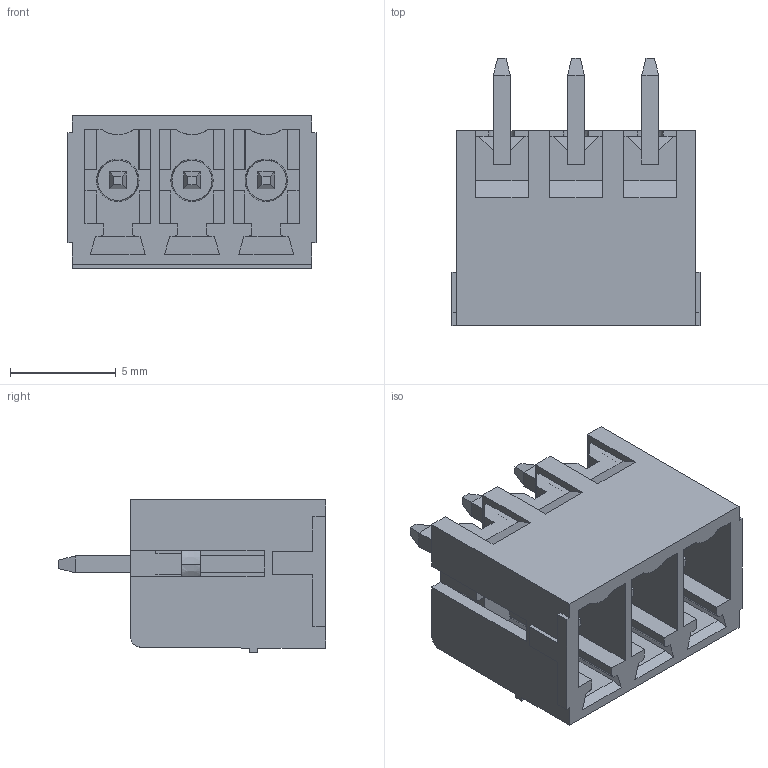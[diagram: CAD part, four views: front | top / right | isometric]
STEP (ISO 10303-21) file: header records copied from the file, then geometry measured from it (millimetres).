
FILE_DESCRIPTION( ('This file contains a STEP AP42 implementation' ,'as created by ZW3D STEP Interface translator.') ,'2;1' );
FILE_NAME( 'WJ15EDGVC-3.5-03P-00A.stp' ,'231228. 942 2', (''), ('ZWCAD Software Co.'), 'Version 1.0', 'ZW3D to STEP translator', '' );
FILE_SCHEMA(('AUTOMOTIVE_DESIGN { 1 0 10303 214 1 1 1 1 }'));
Length unit declared in the file: millimetre
Products named in the file (2): 0; WJ15EDGVC-3.5-02P-00A
Bounding box: 11.7 x 12.6 x 7.2 mm (x, y, z)
Volume: 359.2 mm3; surface area: 1143.1 mm2
Topology: 1 solids, 1 shells, 307 faces, 832 edges, 532 vertices
Faces by surface type: plane 273, bspline 16, cone 12, cylinder 6
Entity records: 10241 total; most frequent: CARTESIAN_POINT 2348, ORIENTED_EDGE 1664, DIRECTION 1404, EDGE_CURVE 832, VECTOR 740, LINE 740, VERTEX_POINT 532, AXIS2_PLACEMENT_3D 332
